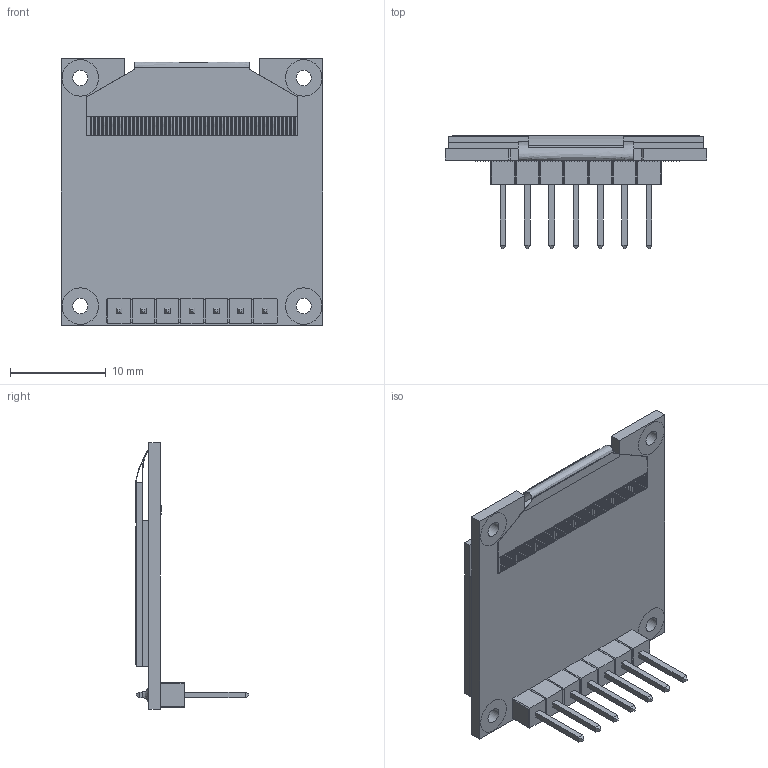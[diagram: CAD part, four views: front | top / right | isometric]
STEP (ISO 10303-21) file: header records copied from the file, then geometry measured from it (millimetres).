
FILE_DESCRIPTION(('HOOPS Exchange Step'),'2;1');
FILE_NAME('OLED.step','2018-11-03T17:58:08+00:00',('SYSTEM'),('Unknown organisation'),'HOOPS Exchange 10.0','HOOPS Exchange','Unknown authorisation');
FILE_SCHEMA( ('AUTOMOTIVE_DESIGN { 1 0 10303 214 1 1 1 1 }') );
Length unit declared in the file: millimetre
Products named in the file (2): Default; OLED
Assembly tree (1 placements, depth 2):
  OLED
    Default
Bounding box: 27.3 x 11.8 x 27.8 mm (x, y, z)
Volume: 1653.6 mm3; surface area: 2398.1 mm2
Topology: 1 solids, 1 shells, 608 faces, 1648 edges, 1064 vertices
Faces by surface type: plane 482, bspline 110, cylinder 16
Full cylindrical faces by diameter (mm): 1.6 x4
Entity records: 20799 total; most frequent: CARTESIAN_POINT 5457, ORIENTED_EDGE 3296, DIRECTION 2642, EDGE_CURVE 1648, VECTOR 1504, LINE 1504, VERTEX_POINT 1064, EDGE_LOOP 642
